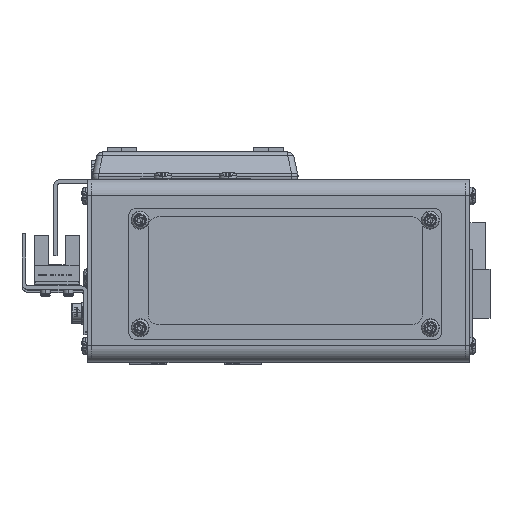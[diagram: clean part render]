
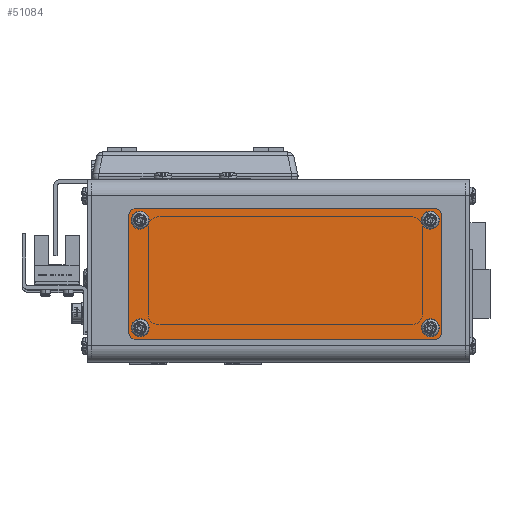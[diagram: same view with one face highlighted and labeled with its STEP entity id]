
A CAD part, top view. The second image highlights one B-rep face of the part: STEP entity #51084.
In plain terms, the highlighted face is planar.
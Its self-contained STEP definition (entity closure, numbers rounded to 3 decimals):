
#601 = ORIENTED_EDGE ( 'NONE', *, *, #36771, .F. ) ;
#1620 = AXIS2_PLACEMENT_3D ( 'NONE', #61492, #26163, #67425 ) ;
#1985 = EDGE_LOOP ( 'NONE', ( #15733, #76523 ) ) ;
#2028 = CIRCLE ( 'NONE', #64820, 2. ) ;
#2115 = CIRCLE ( 'NONE', #3551, 2. ) ;
#2902 = CARTESIAN_POINT ( 'NONE',  ( 46.206, 199.269, 0. ) ) ;
#3551 = AXIS2_PLACEMENT_3D ( 'NONE', #28880, #70126, #34816 ) ;
#4578 = LINE ( 'NONE', #6938, #34174 ) ;
#4594 = CARTESIAN_POINT ( 'NONE',  ( 140.406, 233.769, 0. ) ) ;
#6938 = CARTESIAN_POINT ( 'NONE',  ( 46.406, 235.769, 0. ) ) ;
#7257 = ORIENTED_EDGE ( 'NONE', *, *, #20250, .F. ) ;
#7456 = VECTOR ( 'NONE', #16823, 1000. ) ;
#7531 = FACE_BOUND ( 'NONE', #17159, .T. ) ;
#7895 = AXIS2_PLACEMENT_3D ( 'NONE', #29056, #70296, #34971 ) ;
#8048 = EDGE_CURVE ( 'NONE', #21161, #12865, #62091, .T. ) ;
#8285 = EDGE_CURVE ( 'NONE', #65716, #23071, #2028, .T. ) ;
#8436 = CARTESIAN_POINT ( 'NONE',  ( 47.906, 199.269, 0. ) ) ;
#8453 = EDGE_CURVE ( 'NONE', #65085, #18763, #39936, .T. ) ;
#9395 = FACE_OUTER_BOUND ( 'NONE', #18205, .T. ) ;
#9510 = AXIS2_PLACEMENT_3D ( 'NONE', #63285, #27946, #69187 ) ;
#10920 = DIRECTION ( 'NONE',  ( 0., 0., 1. ) ) ;
#11315 = AXIS2_PLACEMENT_3D ( 'NONE', #52205, #16846, #58145 ) ;
#11667 = EDGE_CURVE ( 'NONE', #64842, #21161, #70261, .T. ) ;
#11684 = VERTEX_POINT ( 'NONE', #58377 ) ;
#12865 = VERTEX_POINT ( 'NONE', #71427 ) ;
#13288 = CARTESIAN_POINT ( 'NONE',  ( 46.406, 233.769, 0. ) ) ;
#14406 = DIRECTION ( 'NONE',  ( 1., 0., 0. ) ) ;
#15733 = ORIENTED_EDGE ( 'NONE', *, *, #73476, .T. ) ;
#16823 = DIRECTION ( 'NONE',  ( 1., 0., 0. ) ) ;
#16846 = DIRECTION ( 'NONE',  ( 0., 0., 1. ) ) ;
#17159 = EDGE_LOOP ( 'NONE', ( #74141, #31385 ) ) ;
#17755 = CIRCLE ( 'NONE', #54998, 1.7 ) ;
#18018 = CARTESIAN_POINT ( 'NONE',  ( 140.406, 233.769, 0. ) ) ;
#18205 = EDGE_LOOP ( 'NONE', ( #47544, #26275, #30012, #26449, #19559, #24605, #7257, #601 ) ) ;
#18763 = VERTEX_POINT ( 'NONE', #73576 ) ;
#19220 = DIRECTION ( 'NONE',  ( 1., 0., 0. ) ) ;
#19269 = CARTESIAN_POINT ( 'NONE',  ( 138.406, 195.769, 0. ) ) ;
#19559 = ORIENTED_EDGE ( 'NONE', *, *, #8048, .F. ) ;
#19775 = CARTESIAN_POINT ( 'NONE',  ( 136.906, 232.269, 0. ) ) ;
#19929 = CIRCLE ( 'NONE', #11315, 1.7 ) ;
#20250 = EDGE_CURVE ( 'NONE', #22539, #64842, #2115, .T. ) ;
#20353 = VECTOR ( 'NONE', #33099, 1000. ) ;
#20992 = VECTOR ( 'NONE', #47682, 1000. ) ;
#21161 = VERTEX_POINT ( 'NONE', #19269 ) ;
#21821 = EDGE_CURVE ( 'NONE', #57044, #65665, #38883, .T. ) ;
#22310 = DIRECTION ( 'NONE',  ( 0., 0., 1. ) ) ;
#22539 = VERTEX_POINT ( 'NONE', #55034 ) ;
#22812 = CARTESIAN_POINT ( 'NONE',  ( 135.206, 232.269, 0. ) ) ;
#22857 = LINE ( 'NONE', #18018, #20992 ) ;
#23071 = VERTEX_POINT ( 'NONE', #67339 ) ;
#23117 = CIRCLE ( 'NONE', #9510, 1.7 ) ;
#23255 = FACE_BOUND ( 'NONE', #1985, .T. ) ;
#24605 = ORIENTED_EDGE ( 'NONE', *, *, #11667, .F. ) ;
#25717 = DIRECTION ( 'NONE',  ( 1., 0., 0. ) ) ;
#26163 = DIRECTION ( 'NONE',  ( 0., 0., 1. ) ) ;
#26236 = EDGE_LOOP ( 'NONE', ( #51073, #61140 ) ) ;
#26275 = ORIENTED_EDGE ( 'NONE', *, *, #44749, .F. ) ;
#26449 = ORIENTED_EDGE ( 'NONE', *, *, #64265, .F. ) ;
#27767 = DIRECTION ( 'NONE',  ( 0., 0., 1. ) ) ;
#27946 = DIRECTION ( 'NONE',  ( 0., 0., 1. ) ) ;
#28771 = DIRECTION ( 'NONE',  ( 0., 0., 1. ) ) ;
#28880 = CARTESIAN_POINT ( 'NONE',  ( 46.406, 197.769, 0. ) ) ;
#29056 = CARTESIAN_POINT ( 'NONE',  ( 47.906, 232.269, 0. ) ) ;
#30012 = ORIENTED_EDGE ( 'NONE', *, *, #8285, .F. ) ;
#30042 = DIRECTION ( 'NONE',  ( 0., 0., 1. ) ) ;
#30077 = AXIS2_PLACEMENT_3D ( 'NONE', #46298, #10920, #52229 ) ;
#31385 = ORIENTED_EDGE ( 'NONE', *, *, #49315, .T. ) ;
#31726 = AXIS2_PLACEMENT_3D ( 'NONE', #13288, #54571, #19220 ) ;
#32850 = CARTESIAN_POINT ( 'NONE',  ( 138.606, 232.269, 0. ) ) ;
#33099 = DIRECTION ( 'NONE',  ( 0., -1., 0. ) ) ;
#33628 = CIRCLE ( 'NONE', #72915, 1.7 ) ;
#34174 = VECTOR ( 'NONE', #42342, 1000. ) ;
#34460 = PLANE ( 'NONE',  #30077 ) ;
#34816 = DIRECTION ( 'NONE',  ( 1., 0., 0. ) ) ;
#34971 = DIRECTION ( 'NONE',  ( 1., 0., 0. ) ) ;
#36057 = LINE ( 'NONE', #50631, #20353 ) ;
#36771 = EDGE_CURVE ( 'NONE', #18763, #22539, #36057, .T. ) ;
#38883 = CIRCLE ( 'NONE', #1620, 1.7 ) ;
#39936 = CIRCLE ( 'NONE', #31726, 2. ) ;
#39952 = VERTEX_POINT ( 'NONE', #53307 ) ;
#40317 = EDGE_CURVE ( 'NONE', #51635, #41736, #19929, .T. ) ;
#41736 = VERTEX_POINT ( 'NONE', #22812 ) ;
#42342 = DIRECTION ( 'NONE',  ( -1., 0., 0. ) ) ;
#44446 = EDGE_CURVE ( 'NONE', #65665, #57044, #23117, .T. ) ;
#44749 = EDGE_CURVE ( 'NONE', #23071, #65085, #4578, .T. ) ;
#46298 = CARTESIAN_POINT ( 'NONE',  ( 46.406, 233.769, 0. ) ) ;
#47544 = ORIENTED_EDGE ( 'NONE', *, *, #8453, .F. ) ;
#47682 = DIRECTION ( 'NONE',  ( 0., 1., 0. ) ) ;
#49315 = EDGE_CURVE ( 'NONE', #69316, #49979, #53016, .T. ) ;
#49758 = DIRECTION ( 'NONE',  ( 0., 0., 1. ) ) ;
#49979 = VERTEX_POINT ( 'NONE', #2902 ) ;
#50188 = EDGE_LOOP ( 'NONE', ( #53467, #68558 ) ) ;
#50631 = CARTESIAN_POINT ( 'NONE',  ( 44.406, 197.769, 0. ) ) ;
#51073 = ORIENTED_EDGE ( 'NONE', *, *, #64826, .T. ) ;
#51084 = ADVANCED_FACE ( 'NONE', ( #23255, #54646, #9395, #7531, #68502 ), #34460, .F. ) ;
#51635 = VERTEX_POINT ( 'NONE', #32850 ) ;
#52181 = CARTESIAN_POINT ( 'NONE',  ( 138.406, 195.769, 0. ) ) ;
#52205 = CARTESIAN_POINT ( 'NONE',  ( 136.906, 232.269, 0. ) ) ;
#52229 = DIRECTION ( 'NONE',  ( 1., 0., 0. ) ) ;
#52308 = CIRCLE ( 'NONE', #7895, 1.7 ) ;
#52741 = CARTESIAN_POINT ( 'NONE',  ( 46.406, 195.769, 0. ) ) ;
#53016 = CIRCLE ( 'NONE', #65170, 1.7 ) ;
#53307 = CARTESIAN_POINT ( 'NONE',  ( 46.206, 232.269, 0. ) ) ;
#53467 = ORIENTED_EDGE ( 'NONE', *, *, #44446, .T. ) ;
#54571 = DIRECTION ( 'NONE',  ( 0., 0., 1. ) ) ;
#54646 = FACE_BOUND ( 'NONE', #26236, .T. ) ;
#54998 = AXIS2_PLACEMENT_3D ( 'NONE', #8436, #49758, #14406 ) ;
#55034 = CARTESIAN_POINT ( 'NONE',  ( 44.406, 197.769, 0. ) ) ;
#57044 = VERTEX_POINT ( 'NONE', #58979 ) ;
#57680 = CARTESIAN_POINT ( 'NONE',  ( 47.906, 232.269, 0. ) ) ;
#58145 = DIRECTION ( 'NONE',  ( 1., 0., 0. ) ) ;
#58377 = CARTESIAN_POINT ( 'NONE',  ( 49.606, 232.269, 0. ) ) ;
#58979 = CARTESIAN_POINT ( 'NONE',  ( 138.606, 199.269, 0. ) ) ;
#60682 = EDGE_CURVE ( 'NONE', #11684, #39952, #71728, .T. ) ;
#61022 = DIRECTION ( 'NONE',  ( 0., 0., 1. ) ) ;
#61140 = ORIENTED_EDGE ( 'NONE', *, *, #60682, .T. ) ;
#61492 = CARTESIAN_POINT ( 'NONE',  ( 136.906, 199.269, 0. ) ) ;
#62091 = CIRCLE ( 'NONE', #62327, 2. ) ;
#62327 = AXIS2_PLACEMENT_3D ( 'NONE', #63106, #27767, #69031 ) ;
#62621 = AXIS2_PLACEMENT_3D ( 'NONE', #57680, #22310, #63589 ) ;
#63106 = CARTESIAN_POINT ( 'NONE',  ( 138.406, 197.769, 0. ) ) ;
#63229 = CARTESIAN_POINT ( 'NONE',  ( 135.206, 199.269, 0. ) ) ;
#63285 = CARTESIAN_POINT ( 'NONE',  ( 136.906, 199.269, 0. ) ) ;
#63589 = DIRECTION ( 'NONE',  ( 1., 0., 0. ) ) ;
#64110 = CARTESIAN_POINT ( 'NONE',  ( 47.906, 199.269, 0. ) ) ;
#64265 = EDGE_CURVE ( 'NONE', #12865, #65716, #22857, .T. ) ;
#64820 = AXIS2_PLACEMENT_3D ( 'NONE', #65370, #30042, #71290 ) ;
#64826 = EDGE_CURVE ( 'NONE', #39952, #11684, #52308, .T. ) ;
#64842 = VERTEX_POINT ( 'NONE', #52741 ) ;
#65085 = VERTEX_POINT ( 'NONE', #68474 ) ;
#65170 = AXIS2_PLACEMENT_3D ( 'NONE', #64110, #28771, #70019 ) ;
#65370 = CARTESIAN_POINT ( 'NONE',  ( 138.406, 233.769, 0. ) ) ;
#65665 = VERTEX_POINT ( 'NONE', #63229 ) ;
#65716 = VERTEX_POINT ( 'NONE', #4594 ) ;
#67339 = CARTESIAN_POINT ( 'NONE',  ( 138.406, 235.769, 0. ) ) ;
#67425 = DIRECTION ( 'NONE',  ( 1., 0., 0. ) ) ;
#68474 = CARTESIAN_POINT ( 'NONE',  ( 46.406, 235.769, 0. ) ) ;
#68502 = FACE_BOUND ( 'NONE', #50188, .T. ) ;
#68558 = ORIENTED_EDGE ( 'NONE', *, *, #21821, .T. ) ;
#69031 = DIRECTION ( 'NONE',  ( 1., 0., 0. ) ) ;
#69184 = EDGE_CURVE ( 'NONE', #49979, #69316, #17755, .T. ) ;
#69187 = DIRECTION ( 'NONE',  ( 1., 0., 0. ) ) ;
#69316 = VERTEX_POINT ( 'NONE', #74480 ) ;
#70019 = DIRECTION ( 'NONE',  ( 1., 0., 0. ) ) ;
#70126 = DIRECTION ( 'NONE',  ( 0., 0., 1. ) ) ;
#70261 = LINE ( 'NONE', #52181, #7456 ) ;
#70296 = DIRECTION ( 'NONE',  ( 0., 0., 1. ) ) ;
#71290 = DIRECTION ( 'NONE',  ( 1., 0., 0. ) ) ;
#71427 = CARTESIAN_POINT ( 'NONE',  ( 140.406, 197.769, 0. ) ) ;
#71728 = CIRCLE ( 'NONE', #62621, 1.7 ) ;
#72915 = AXIS2_PLACEMENT_3D ( 'NONE', #19775, #61022, #25717 ) ;
#73476 = EDGE_CURVE ( 'NONE', #41736, #51635, #33628, .T. ) ;
#73576 = CARTESIAN_POINT ( 'NONE',  ( 44.406, 233.769, 0. ) ) ;
#74141 = ORIENTED_EDGE ( 'NONE', *, *, #69184, .T. ) ;
#74480 = CARTESIAN_POINT ( 'NONE',  ( 49.606, 199.269, 0. ) ) ;
#76523 = ORIENTED_EDGE ( 'NONE', *, *, #40317, .T. ) ;
